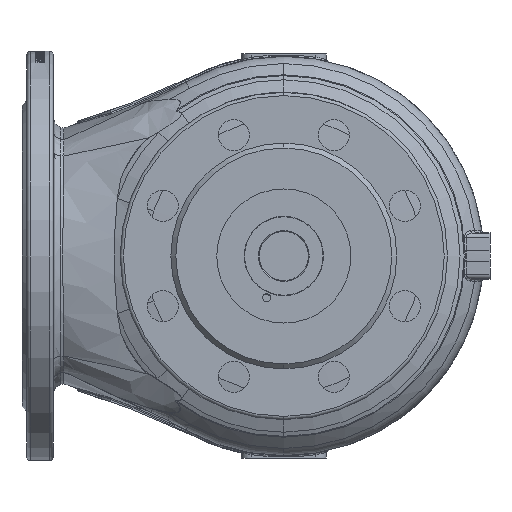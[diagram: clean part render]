
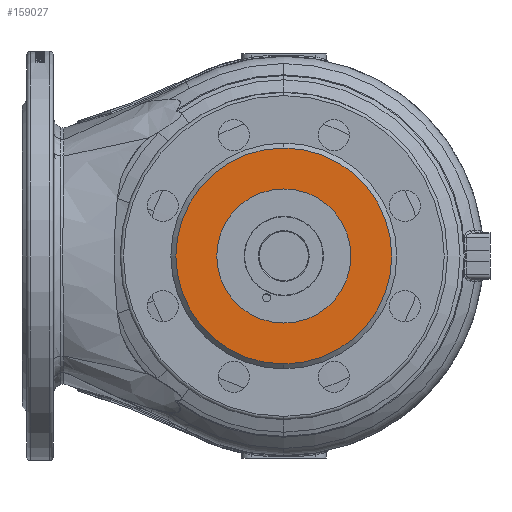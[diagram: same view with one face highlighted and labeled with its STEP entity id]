
A CAD part, front view. The second image highlights one B-rep face of the part: STEP entity #159027.
In plain terms, the highlighted planar face has unit normal (0, -1, 0).
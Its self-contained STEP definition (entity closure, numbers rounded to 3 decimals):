
#3265 = CIRCLE ( 'NONE', #222160, 66. ) ;
#11325 = EDGE_CURVE ( 'NONE', #38221, #60937, #57375, .T. ) ;
#14274 = DIRECTION ( 'NONE',  ( 0., 0., -1. ) ) ;
#27056 = AXIS2_PLACEMENT_3D ( 'NONE', #192669, #228709, #174141 ) ;
#27574 = CIRCLE ( 'NONE', #86991, 41. ) ;
#31180 = PLANE ( 'NONE',  #27056 ) ;
#38221 = VERTEX_POINT ( 'NONE', #178173 ) ;
#47528 = FACE_OUTER_BOUND ( 'NONE', #64498, .T. ) ;
#57375 = CIRCLE ( 'NONE', #209912, 66. ) ;
#60937 = VERTEX_POINT ( 'NONE', #198590 ) ;
#64498 = EDGE_LOOP ( 'NONE', ( #216098, #203544 ) ) ;
#66095 = FACE_BOUND ( 'NONE', #198635, .T. ) ;
#71506 = DIRECTION ( 'NONE',  ( 0., 0., -1. ) ) ;
#76353 = DIRECTION ( 'NONE',  ( 0., 0., -1. ) ) ;
#80531 = CARTESIAN_POINT ( 'NONE',  ( 0., -195., 0. ) ) ;
#86991 = AXIS2_PLACEMENT_3D ( 'NONE', #156017, #188622, #14274 ) ;
#87321 = EDGE_CURVE ( 'NONE', #226414, #118574, #27574, .T. ) ;
#95697 = DIRECTION ( 'NONE',  ( 0., 0., -1. ) ) ;
#98690 = CIRCLE ( 'NONE', #184122, 41. ) ;
#111196 = DIRECTION ( 'NONE',  ( 0., 1., 0. ) ) ;
#118574 = VERTEX_POINT ( 'NONE', #144574 ) ;
#127221 = DIRECTION ( 'NONE',  ( 0., 1., 0. ) ) ;
#140080 = CARTESIAN_POINT ( 'NONE',  ( 0., -195., 0. ) ) ;
#142950 = EDGE_CURVE ( 'NONE', #118574, #226414, #98690, .T. ) ;
#144574 = CARTESIAN_POINT ( 'NONE',  ( 0., -195., -41. ) ) ;
#156017 = CARTESIAN_POINT ( 'NONE',  ( 0., -195., 0. ) ) ;
#159027 = ADVANCED_FACE ( 'NONE', ( #47528, #66095 ), #31180, .T. ) ;
#174141 = DIRECTION ( 'NONE',  ( 0., 0., -1. ) ) ;
#178173 = CARTESIAN_POINT ( 'NONE',  ( 0., -195., -66. ) ) ;
#182838 = DIRECTION ( 'NONE',  ( 0., 1., 0. ) ) ;
#184122 = AXIS2_PLACEMENT_3D ( 'NONE', #201720, #111196, #76353 ) ;
#188589 = EDGE_CURVE ( 'NONE', #60937, #38221, #3265, .T. ) ;
#188622 = DIRECTION ( 'NONE',  ( 0., 1., 0. ) ) ;
#192669 = CARTESIAN_POINT ( 'NONE',  ( 0., -195., 0. ) ) ;
#198590 = CARTESIAN_POINT ( 'NONE',  ( 0., -195., 66. ) ) ;
#198635 = EDGE_LOOP ( 'NONE', ( #210184, #213025 ) ) ;
#201720 = CARTESIAN_POINT ( 'NONE',  ( 0., -195., 0. ) ) ;
#203544 = ORIENTED_EDGE ( 'NONE', *, *, #11325, .F. ) ;
#209912 = AXIS2_PLACEMENT_3D ( 'NONE', #140080, #127221, #71506 ) ;
#210184 = ORIENTED_EDGE ( 'NONE', *, *, #87321, .T. ) ;
#210780 = CARTESIAN_POINT ( 'NONE',  ( 0., -195., 41. ) ) ;
#213025 = ORIENTED_EDGE ( 'NONE', *, *, #142950, .T. ) ;
#216098 = ORIENTED_EDGE ( 'NONE', *, *, #188589, .F. ) ;
#222160 = AXIS2_PLACEMENT_3D ( 'NONE', #80531, #182838, #95697 ) ;
#226414 = VERTEX_POINT ( 'NONE', #210780 ) ;
#228709 = DIRECTION ( 'NONE',  ( 0., -1., 0. ) ) ;
